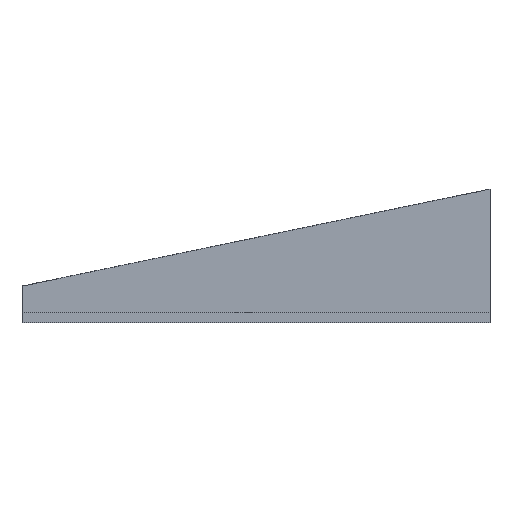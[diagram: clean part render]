
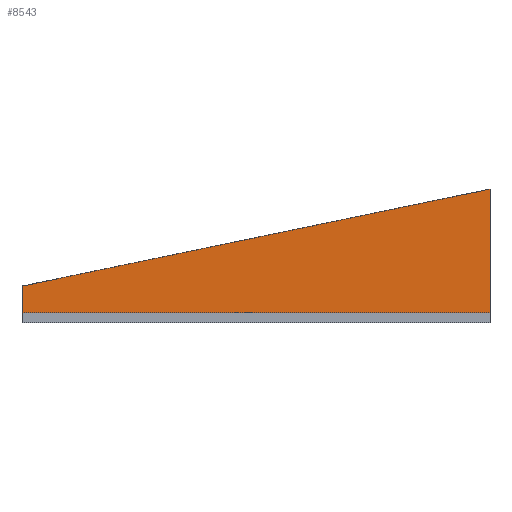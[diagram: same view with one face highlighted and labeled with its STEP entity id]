
A CAD part, front view. The second image highlights one B-rep face of the part: STEP entity #8543.
In plain terms, the highlighted planar face has unit normal (0, -1, 0).
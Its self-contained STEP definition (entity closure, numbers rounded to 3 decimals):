
#617=FACE_OUTER_BOUND('',#1056,.T.);
#1056=EDGE_LOOP('',(#7625,#7626,#7627,#7628));
#2051=LINE('',#13479,#3163);
#2077=LINE('',#13530,#3189);
#2125=LINE('',#13626,#3237);
#2126=LINE('',#13628,#3238);
#3163=VECTOR('',#11057,10.);
#3189=VECTOR('',#11085,10.);
#3237=VECTOR('',#11181,10.);
#3238=VECTOR('',#11184,10.);
#4029=VERTEX_POINT('',#13476);
#4030=VERTEX_POINT('',#13478);
#4054=VERTEX_POINT('',#13528);
#4078=VERTEX_POINT('',#13624);
#5203=EDGE_CURVE('',#4030,#4029,#2051,.T.);
#5229=EDGE_CURVE('',#4054,#4029,#2077,.T.);
#5277=EDGE_CURVE('',#4078,#4030,#2125,.T.);
#5278=EDGE_CURVE('',#4054,#4078,#2126,.T.);
#7625=ORIENTED_EDGE('',*,*,#5203,.T.);
#7626=ORIENTED_EDGE('',*,*,#5229,.F.);
#7627=ORIENTED_EDGE('',*,*,#5278,.T.);
#7628=ORIENTED_EDGE('',*,*,#5277,.T.);
#8129=PLANE('',#9109);
#8543=ADVANCED_FACE('',(#617),#8129,.T.);
#9109=AXIS2_PLACEMENT_3D('',#13627,#11182,#11183);
#11057=DIRECTION('',(-0.979,0.,-0.203));
#11085=DIRECTION('',(0.,0.,1.));
#11181=DIRECTION('',(0.,0.,1.));
#11182=DIRECTION('center_axis',(0.,-1.,0.));
#11183=DIRECTION('ref_axis',(1.,0.,0.));
#11184=DIRECTION('',(1.,0.,0.));
#13476=CARTESIAN_POINT('',(35.,-218.5,11.));
#13478=CARTESIAN_POINT('',(175.,-218.5,40.));
#13479=CARTESIAN_POINT('',(104.206,-218.5,25.335));
#13528=CARTESIAN_POINT('',(35.,-218.5,3.));
#13530=CARTESIAN_POINT('',(35.,-218.5,3.));
#13624=CARTESIAN_POINT('',(175.,-218.5,3.));
#13626=CARTESIAN_POINT('',(175.,-218.5,3.));
#13627=CARTESIAN_POINT('Origin',(35.,-218.5,3.));
#13628=CARTESIAN_POINT('',(35.,-218.5,3.));
